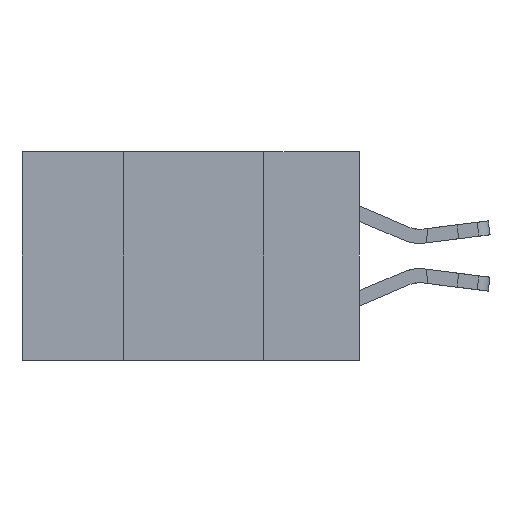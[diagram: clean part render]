
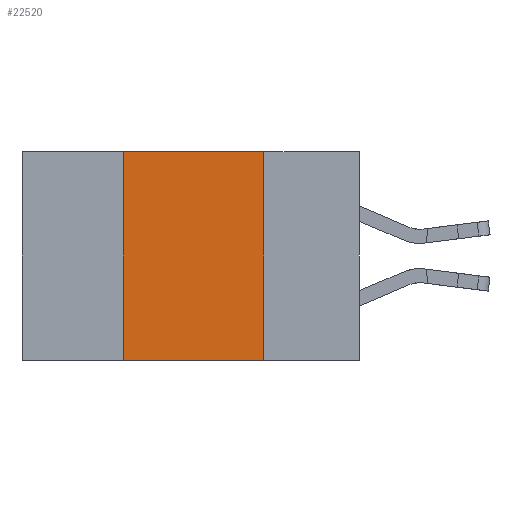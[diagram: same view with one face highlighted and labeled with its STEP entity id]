
A CAD part, left-side view. The second image highlights one B-rep face of the part: STEP entity #22520.
In plain terms, the highlighted planar face has unit normal (-1, 0, 0).
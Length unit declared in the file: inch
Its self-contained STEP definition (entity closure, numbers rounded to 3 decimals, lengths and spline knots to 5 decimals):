
#746 = CARTESIAN_POINT ( 'NONE',  ( 0., 0.6, 0. ) ) ;
#859 = VECTOR ( 'NONE', #5075, 39.37008 ) ;
#1277 = ORIENTED_EDGE ( 'NONE', *, *, #7747, .F. ) ;
#1570 = LINE ( 'NONE', #21068, #20197 ) ;
#2502 = VECTOR ( 'NONE', #21160, 39.37008 ) ;
#2918 = LINE ( 'NONE', #18501, #10748 ) ;
#5075 = DIRECTION ( 'NONE',  ( 0., -1., 0. ) ) ;
#5492 = DIRECTION ( 'NONE',  ( 1., 0., 0. ) ) ;
#6085 = ORIENTED_EDGE ( 'NONE', *, *, #16477, .F. ) ;
#6654 = VERTEX_POINT ( 'NONE', #20077 ) ;
#6702 = EDGE_CURVE ( 'NONE', #22439, #10516, #17410, .T. ) ;
#6912 = CARTESIAN_POINT ( 'NONE',  ( 0., 0.6, 0. ) ) ;
#7181 = LINE ( 'NONE', #13885, #2502 ) ;
#7747 = EDGE_CURVE ( 'NONE', #13892, #22439, #7181, .T. ) ;
#8222 = DIRECTION ( 'NONE',  ( 0., 0., -1. ) ) ;
#8976 = EDGE_CURVE ( 'NONE', #13892, #6654, #1570, .T. ) ;
#10516 = VERTEX_POINT ( 'NONE', #10789 ) ;
#10748 = VECTOR ( 'NONE', #8222, 39.37008 ) ;
#10789 = CARTESIAN_POINT ( 'NONE',  ( 0., 0.17, 0. ) ) ;
#11156 = PLANE ( 'NONE',  #20468 ) ;
#12889 = FACE_OUTER_BOUND ( 'NONE', #14588, .T. ) ;
#13580 = DIRECTION ( 'NONE',  ( 0., -1., 0. ) ) ;
#13885 = CARTESIAN_POINT ( 'NONE',  ( 0., 0.42, 0. ) ) ;
#13892 = VERTEX_POINT ( 'NONE', #19140 ) ;
#14588 = EDGE_LOOP ( 'NONE', ( #6085, #15390, #1277, #15156 ) ) ;
#15156 = ORIENTED_EDGE ( 'NONE', *, *, #8976, .T. ) ;
#15390 = ORIENTED_EDGE ( 'NONE', *, *, #6702, .F. ) ;
#16477 = EDGE_CURVE ( 'NONE', #10516, #6654, #2918, .T. ) ;
#16551 = DIRECTION ( 'NONE',  ( 0., 0., -1. ) ) ;
#17410 = LINE ( 'NONE', #6912, #859 ) ;
#18501 = CARTESIAN_POINT ( 'NONE',  ( 0., 0.17, 0. ) ) ;
#19140 = CARTESIAN_POINT ( 'NONE',  ( 0., 0.42, -0.37 ) ) ;
#19332 = CARTESIAN_POINT ( 'NONE',  ( 0., 0.42, 0. ) ) ;
#20077 = CARTESIAN_POINT ( 'NONE',  ( 0., 0.17, -0.37 ) ) ;
#20197 = VECTOR ( 'NONE', #13580, 39.37008 ) ;
#20468 = AXIS2_PLACEMENT_3D ( 'NONE', #746, #5492, #16551 ) ;
#21068 = CARTESIAN_POINT ( 'NONE',  ( 0., 0.6, -0.37 ) ) ;
#21160 = DIRECTION ( 'NONE',  ( 0., 0., 1. ) ) ;
#22439 = VERTEX_POINT ( 'NONE', #19332 ) ;
#22520 = ADVANCED_FACE ( 'NONE', ( #12889 ), #11156, .F. ) ;
